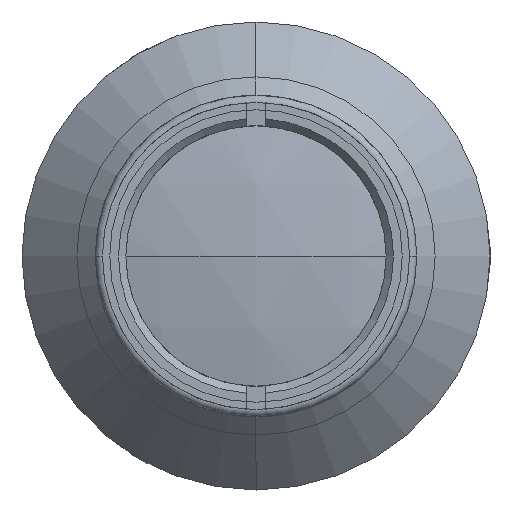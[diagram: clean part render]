
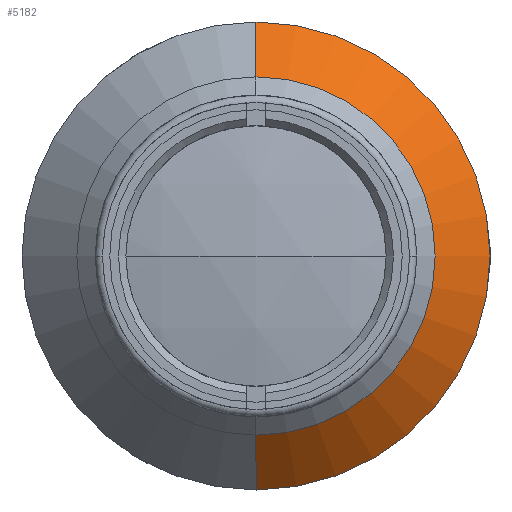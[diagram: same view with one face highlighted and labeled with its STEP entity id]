
A CAD part, left-side view. The second image highlights one B-rep face of the part: STEP entity #5182.
In plain terms, the highlighted conical face has half-angle 45 degrees and reference radius 32 mm.
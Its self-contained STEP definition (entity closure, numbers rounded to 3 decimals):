
#65 = CARTESIAN_POINT ( 'NONE',  ( 42.098, 0., 32. ) ) ;
#128 = DIRECTION ( 'NONE',  ( 1., 0., 0. ) ) ;
#1128 = VERTEX_POINT ( 'NONE', #5412 ) ;
#1311 = EDGE_CURVE ( 'NONE', #5399, #3263, #5985, .T. ) ;
#1338 = VECTOR ( 'NONE', #3669, 1000. ) ;
#1474 = CARTESIAN_POINT ( 'NONE',  ( 42.098, 0., -32. ) ) ;
#1564 = DIRECTION ( 'NONE',  ( 0., 0., 1. ) ) ;
#1579 = VERTEX_POINT ( 'NONE', #2541 ) ;
#1591 = DIRECTION ( 'NONE',  ( 1., 0., 0. ) ) ;
#1755 = CARTESIAN_POINT ( 'NONE',  ( 42.098, 0., 0. ) ) ;
#1813 = DIRECTION ( 'NONE',  ( 0., 0., 1. ) ) ;
#1863 = EDGE_CURVE ( 'NONE', #1128, #5399, #4173, .T. ) ;
#2238 = EDGE_LOOP ( 'NONE', ( #3691, #2840, #3567, #2316 ) ) ;
#2285 = CIRCLE ( 'NONE', #2657, 24.502 ) ;
#2290 = CARTESIAN_POINT ( 'NONE',  ( 42.098, 0., 0. ) ) ;
#2316 = ORIENTED_EDGE ( 'NONE', *, *, #1863, .F. ) ;
#2345 = DIRECTION ( 'NONE',  ( 0., 0., 1. ) ) ;
#2541 = CARTESIAN_POINT ( 'NONE',  ( 34.6, 0., -24.502 ) ) ;
#2657 = AXIS2_PLACEMENT_3D ( 'NONE', #5755, #1591, #1564 ) ;
#2840 = ORIENTED_EDGE ( 'NONE', *, *, #4210, .T. ) ;
#2952 = AXIS2_PLACEMENT_3D ( 'NONE', #2290, #128, #2345 ) ;
#2996 = AXIS2_PLACEMENT_3D ( 'NONE', #1755, #4169, #1813 ) ;
#3002 = EDGE_CURVE ( 'NONE', #1128, #1579, #2285, .T. ) ;
#3263 = VERTEX_POINT ( 'NONE', #1474 ) ;
#3567 = ORIENTED_EDGE ( 'NONE', *, *, #1311, .F. ) ;
#3669 = DIRECTION ( 'NONE',  ( 0.707, 0., -0.707 ) ) ;
#3687 = DIRECTION ( 'NONE',  ( 0.707, 0., 0.707 ) ) ;
#3691 = ORIENTED_EDGE ( 'NONE', *, *, #3002, .T. ) ;
#3744 = CARTESIAN_POINT ( 'NONE',  ( 42.098, 0., 32. ) ) ;
#4033 = CARTESIAN_POINT ( 'NONE',  ( 42.098, 0., -32. ) ) ;
#4137 = VECTOR ( 'NONE', #3687, 1000. ) ;
#4169 = DIRECTION ( 'NONE',  ( 1., 0., 0. ) ) ;
#4173 = LINE ( 'NONE', #65, #4137 ) ;
#4210 = EDGE_CURVE ( 'NONE', #1579, #3263, #5507, .T. ) ;
#5182 = ADVANCED_FACE ( 'NONE', ( #6009 ), #5658, .T. ) ;
#5399 = VERTEX_POINT ( 'NONE', #3744 ) ;
#5412 = CARTESIAN_POINT ( 'NONE',  ( 34.6, 0., 24.502 ) ) ;
#5507 = LINE ( 'NONE', #4033, #1338 ) ;
#5658 = CONICAL_SURFACE ( 'NONE', #2996, 32., 0.785 ) ;
#5755 = CARTESIAN_POINT ( 'NONE',  ( 34.6, 0., 0. ) ) ;
#5985 = CIRCLE ( 'NONE', #2952, 32. ) ;
#6009 = FACE_OUTER_BOUND ( 'NONE', #2238, .T. ) ;
